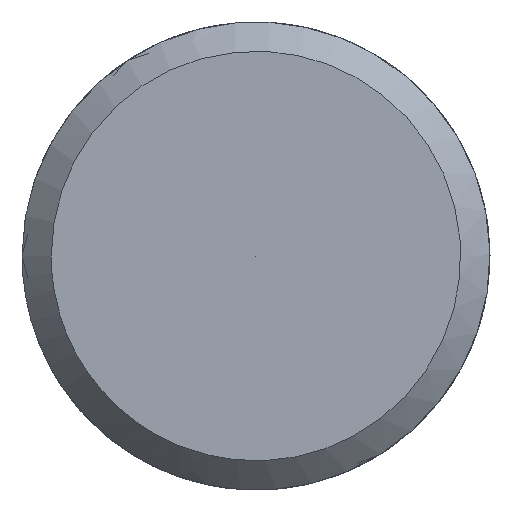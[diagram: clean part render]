
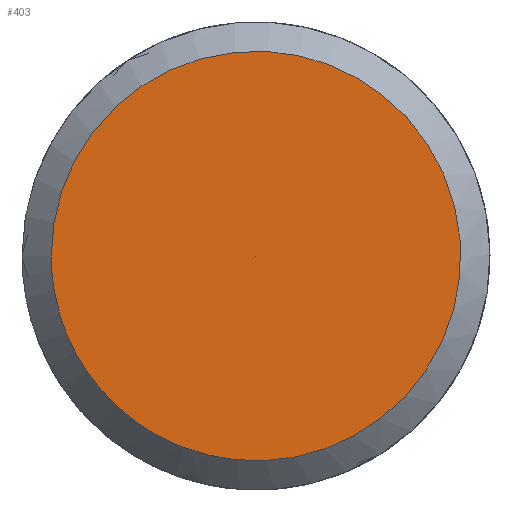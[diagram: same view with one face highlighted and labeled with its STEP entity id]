
A CAD part, left-side view. The second image highlights one B-rep face of the part: STEP entity #403.
In plain terms, the highlighted free-form (B-spline) face has degree [5, 3] with [6, 4] control points.
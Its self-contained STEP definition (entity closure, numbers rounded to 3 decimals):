
#317 = CARTESIAN_POINT ('', (-51., 1.75, 0.));
#318 = VERTEX_POINT ('', #317);
#328 = CARTESIAN_POINT ('', (-51., 1.75, 0.));
#329 = CARTESIAN_POINT ('', (-51., 1.75, 7.));
#330 = CARTESIAN_POINT ('', (-51., -5.25, 3.5));
#331 = CARTESIAN_POINT ('', (-51., -5.25, -3.5));
#332 = CARTESIAN_POINT ('', (-51., 1.75, -7.));
#333 = CARTESIAN_POINT ('', (-51., 1.75, 0.));
#334 = (
   BOUNDED_CURVE ()
   B_SPLINE_CURVE (5, (#328, #329, #330, #331, #332, #333), .UNSPECIFIED., .T., .U.)
   B_SPLINE_CURVE_WITH_KNOTS ((6, 6), (0., 1.), .UNSPECIFIED.)
   CURVE ()
   GEOMETRIC_REPRESENTATION_ITEM ()
   RATIONAL_B_SPLINE_CURVE ((5., 1., 1., 1., 1., 5.))
   REPRESENTATION_ITEM ('')
);
#335 = EDGE_CURVE ('', #318, #318, #334, .T.);
#365 = CARTESIAN_POINT ('', (-51., 0., 0.));
#366 = VERTEX_POINT ('', #365);
#367 = CARTESIAN_POINT ('', (-51., 1.75, 0.));
#368 = CARTESIAN_POINT ('', (-51., 1.167, 0.));
#369 = CARTESIAN_POINT ('', (-51., 0.583, 0.));
#370 = CARTESIAN_POINT ('', (-51., 0., 0.));
#371 = B_SPLINE_CURVE_WITH_KNOTS ('', 3, (#367, #368, #369, #370), .UNSPECIFIED., .F., .U., (4, 4), (0., 1.), .UNSPECIFIED.);
#372 = EDGE_CURVE ('', #318, #366, #371, .T.);
#373 = ORIENTED_EDGE ('', *, *, #372, .F.);
#374 = ORIENTED_EDGE ('', *, *, #335, .T.);
#375 = ORIENTED_EDGE ('', *, *, #372, .T.);
#376 = EDGE_LOOP ('', (#373, #374, #375));
#377 = FACE_OUTER_BOUND ('', #376, .F.);
#378 = CARTESIAN_POINT ('', (-51., 1.75, 0.));
#379 = CARTESIAN_POINT ('', (-51., 1.167, 0.));
#380 = CARTESIAN_POINT ('', (-51., 0.583, 0.));
#381 = CARTESIAN_POINT ('', (-51., 0., 0.));
#382 = CARTESIAN_POINT ('', (-51., 1.75, 7.));
#383 = CARTESIAN_POINT ('', (-51., 1.167, 4.667));
#384 = CARTESIAN_POINT ('', (-51., 0.583, 2.333));
#385 = CARTESIAN_POINT ('', (-51., 0., 0.));
#386 = CARTESIAN_POINT ('', (-51., -5.25, 3.5));
#387 = CARTESIAN_POINT ('', (-51., -3.5, 2.333));
#388 = CARTESIAN_POINT ('', (-51., -1.75, 1.167));
#389 = CARTESIAN_POINT ('', (-51., 0., 0.));
#390 = CARTESIAN_POINT ('', (-51., -5.25, -3.5));
#391 = CARTESIAN_POINT ('', (-51., -3.5, -2.333));
#392 = CARTESIAN_POINT ('', (-51., -1.75, -1.167));
#393 = CARTESIAN_POINT ('', (-51., 0., 0.));
#394 = CARTESIAN_POINT ('', (-51., 1.75, -7.));
#395 = CARTESIAN_POINT ('', (-51., 1.167, -4.667));
#396 = CARTESIAN_POINT ('', (-51., 0.583, -2.333));
#397 = CARTESIAN_POINT ('', (-51., 0., 0.));
#398 = CARTESIAN_POINT ('', (-51., 1.75, 0.));
#399 = CARTESIAN_POINT ('', (-51., 1.167, 0.));
#400 = CARTESIAN_POINT ('', (-51., 0.583, 0.));
#401 = CARTESIAN_POINT ('', (-51., 0., 0.));
#402 = (
   BOUNDED_SURFACE ()
   B_SPLINE_SURFACE (5, 3, ((#378, #379, #380, #381), (#382, #383, #384, #385), (#386, #387, #388, #389), (#390, #391, #392, #393), (#394, #395, #396, #397), (#398, #399, #400, #401)), .UNSPECIFIED., .T., .F., .U.)
   B_SPLINE_SURFACE_WITH_KNOTS ((6, 6), (4, 4), (0., 1.), (0., 1.), .UNSPECIFIED.)
   SURFACE ()
   GEOMETRIC_REPRESENTATION_ITEM ()
   RATIONAL_B_SPLINE_SURFACE (((5., 5., 5., 5.), (1., 1., 1., 1.), (1., 1., 1., 1.), (1., 1., 1., 1.), (1., 1., 1., 1.), (5., 5., 5., 5.)))
   REPRESENTATION_ITEM ('')
);
#403 = ADVANCED_FACE ('', (#377), #402, .F.);
